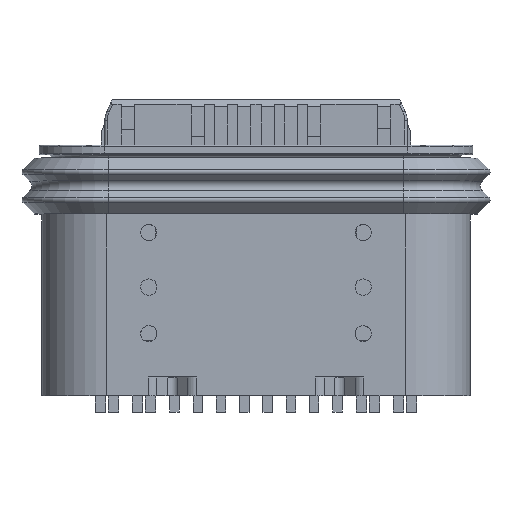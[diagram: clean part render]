
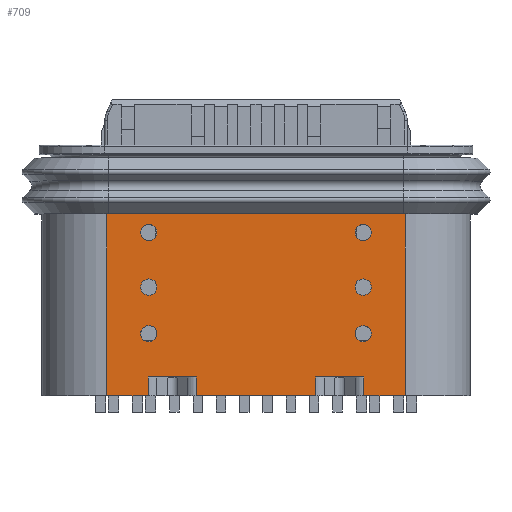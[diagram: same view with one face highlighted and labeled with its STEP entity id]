
A CAD part, top view. The second image highlights one B-rep face of the part: STEP entity #709.
In plain terms, the highlighted planar face has unit normal (0, 0, 1).
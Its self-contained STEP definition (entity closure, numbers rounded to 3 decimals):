
#220=FACE_BOUND('',#2716,.T.);
#221=FACE_BOUND('',#2717,.T.);
#222=FACE_BOUND('',#2718,.T.);
#223=FACE_BOUND('',#2719,.T.);
#224=FACE_BOUND('',#2720,.T.);
#225=FACE_BOUND('',#2721,.T.);
#226=FACE_BOUND('',#2722,.T.);
#280=PLANE('',#15951);
#709=ADVANCED_FACE('',(#220,#221,#222,#223,#224,#225,#226),#280,.T.);
#2716=EDGE_LOOP('',(#7504,#7505,#7506,#7507,#7508,#7509,#7510,#7511,#7512,
#7513,#7514,#7515));
#2717=EDGE_LOOP('',(#7516));
#2718=EDGE_LOOP('',(#7517));
#2719=EDGE_LOOP('',(#7518));
#2720=EDGE_LOOP('',(#7519));
#2721=EDGE_LOOP('',(#7520));
#2722=EDGE_LOOP('',(#7521));
#3784=LINE('',#22992,#5221);
#3785=LINE('',#22995,#5222);
#3786=LINE('',#22997,#5223);
#3787=LINE('',#22999,#5224);
#3788=LINE('',#23001,#5225);
#3789=LINE('',#23003,#5226);
#3790=LINE('',#23005,#5227);
#3791=LINE('',#23007,#5228);
#3792=LINE('',#23009,#5229);
#3793=LINE('',#23011,#5230);
#3794=LINE('',#23013,#5231);
#3795=LINE('',#23015,#5232);
#5221=VECTOR('',#17783,1.);
#5222=VECTOR('',#17784,1.);
#5223=VECTOR('',#17785,1.);
#5224=VECTOR('',#17786,1.);
#5225=VECTOR('',#17787,1.);
#5226=VECTOR('',#17788,1.);
#5227=VECTOR('',#17789,1.);
#5228=VECTOR('',#17790,1.);
#5229=VECTOR('',#17791,1.);
#5230=VECTOR('',#17792,1.);
#5231=VECTOR('',#17793,1.);
#5232=VECTOR('',#17794,1.);
#6485=CIRCLE('',#15945,0.175);
#6486=CIRCLE('',#15946,0.175);
#6487=CIRCLE('',#15947,0.175);
#6488=CIRCLE('',#15948,0.175);
#6489=CIRCLE('',#15949,0.175);
#6490=CIRCLE('',#15950,0.175);
#7504=ORIENTED_EDGE('',*,*,#13661,.F.);
#7505=ORIENTED_EDGE('',*,*,#13662,.F.);
#7506=ORIENTED_EDGE('',*,*,#13663,.T.);
#7507=ORIENTED_EDGE('',*,*,#13664,.F.);
#7508=ORIENTED_EDGE('',*,*,#13665,.F.);
#7509=ORIENTED_EDGE('',*,*,#13666,.F.);
#7510=ORIENTED_EDGE('',*,*,#13667,.F.);
#7511=ORIENTED_EDGE('',*,*,#13668,.F.);
#7512=ORIENTED_EDGE('',*,*,#13669,.T.);
#7513=ORIENTED_EDGE('',*,*,#13670,.F.);
#7514=ORIENTED_EDGE('',*,*,#13671,.T.);
#7515=ORIENTED_EDGE('',*,*,#13672,.F.);
#7516=ORIENTED_EDGE('',*,*,#13673,.T.);
#7517=ORIENTED_EDGE('',*,*,#13674,.T.);
#7518=ORIENTED_EDGE('',*,*,#13675,.T.);
#7519=ORIENTED_EDGE('',*,*,#13676,.F.);
#7520=ORIENTED_EDGE('',*,*,#13677,.F.);
#7521=ORIENTED_EDGE('',*,*,#13678,.F.);
#12172=VERTEX_POINT('',#22993);
#12173=VERTEX_POINT('',#22994);
#12174=VERTEX_POINT('',#22996);
#12175=VERTEX_POINT('',#22998);
#12176=VERTEX_POINT('',#23000);
#12177=VERTEX_POINT('',#23002);
#12178=VERTEX_POINT('',#23004);
#12179=VERTEX_POINT('',#23006);
#12180=VERTEX_POINT('',#23008);
#12181=VERTEX_POINT('',#23010);
#12182=VERTEX_POINT('',#23012);
#12183=VERTEX_POINT('',#23014);
#12184=VERTEX_POINT('',#23017);
#12185=VERTEX_POINT('',#23019);
#12186=VERTEX_POINT('',#23021);
#12187=VERTEX_POINT('',#23023);
#12188=VERTEX_POINT('',#23025);
#12189=VERTEX_POINT('',#23027);
#13661=EDGE_CURVE('',#12172,#12173,#3784,.T.);
#13662=EDGE_CURVE('',#12174,#12172,#3785,.T.);
#13663=EDGE_CURVE('',#12174,#12175,#3786,.T.);
#13664=EDGE_CURVE('',#12176,#12175,#3787,.T.);
#13665=EDGE_CURVE('',#12177,#12176,#3788,.T.);
#13666=EDGE_CURVE('',#12178,#12177,#3789,.T.);
#13667=EDGE_CURVE('',#12179,#12178,#3790,.T.);
#13668=EDGE_CURVE('',#12180,#12179,#3791,.T.);
#13669=EDGE_CURVE('',#12180,#12181,#3792,.T.);
#13670=EDGE_CURVE('',#12182,#12181,#3793,.T.);
#13671=EDGE_CURVE('',#12182,#12183,#3794,.T.);
#13672=EDGE_CURVE('',#12173,#12183,#3795,.T.);
#13673=EDGE_CURVE('',#12184,#12184,#6485,.T.);
#13674=EDGE_CURVE('',#12185,#12185,#6486,.T.);
#13675=EDGE_CURVE('',#12186,#12186,#6487,.T.);
#13676=EDGE_CURVE('',#12187,#12187,#6488,.T.);
#13677=EDGE_CURVE('',#12188,#12188,#6489,.T.);
#13678=EDGE_CURVE('',#12189,#12189,#6490,.T.);
#15945=AXIS2_PLACEMENT_3D('',#23016,#17795,#17796);
#15946=AXIS2_PLACEMENT_3D('',#23018,#17797,#17798);
#15947=AXIS2_PLACEMENT_3D('',#23020,#17799,#17800);
#15948=AXIS2_PLACEMENT_3D('',#23022,#17801,#17802);
#15949=AXIS2_PLACEMENT_3D('',#23024,#17803,#17804);
#15950=AXIS2_PLACEMENT_3D('',#23026,#17805,#17806);
#15951=AXIS2_PLACEMENT_3D('',#23028,#17807,#17808);
#17783=DIRECTION('',(0.,1.,0.));
#17784=DIRECTION('',(-1.,0.,0.));
#17785=DIRECTION('',(0.,1.,0.));
#17786=DIRECTION('',(-1.,0.,0.));
#17787=DIRECTION('',(0.,1.,0.));
#17788=DIRECTION('',(-1.,0.,0.));
#17789=DIRECTION('',(0.,-1.,0.));
#17790=DIRECTION('',(-1.,0.,0.));
#17791=DIRECTION('',(0.,-1.,0.));
#17792=DIRECTION('',(-1.,0.,0.));
#17793=DIRECTION('',(0.,1.,0.));
#17794=DIRECTION('',(1.,0.,0.));
#17795=DIRECTION('',(0.,0.,-1.));
#17796=DIRECTION('',(-1.,0.,0.));
#17797=DIRECTION('',(0.,0.,-1.));
#17798=DIRECTION('',(-1.,0.,0.));
#17799=DIRECTION('',(0.,0.,-1.));
#17800=DIRECTION('',(-1.,0.,0.));
#17801=DIRECTION('',(0.,0.,1.));
#17802=DIRECTION('',(1.,0.,0.));
#17803=DIRECTION('',(0.,0.,1.));
#17804=DIRECTION('',(1.,0.,0.));
#17805=DIRECTION('',(0.,0.,1.));
#17806=DIRECTION('',(1.,0.,0.));
#17807=DIRECTION('',(0.,0.,1.));
#17808=DIRECTION('',(-1.,0.,0.));
#22992=CARTESIAN_POINT('',(-95.367,-35.78,0.1));
#22993=CARTESIAN_POINT('',(-95.367,12.725,0.1));
#22994=CARTESIAN_POINT('',(-95.367,16.625,0.1));
#22995=CARTESIAN_POINT('',(-95.337,12.725,0.1));
#22996=CARTESIAN_POINT('',(-94.483,12.725,0.1));
#22997=CARTESIAN_POINT('',(-94.483,13.125,0.1));
#22998=CARTESIAN_POINT('',(-94.483,13.125,0.1));
#22999=CARTESIAN_POINT('',(-95.337,13.125,0.1));
#23000=CARTESIAN_POINT('',(-93.451,13.125,0.1));
#23001=CARTESIAN_POINT('',(-93.451,-35.78,0.1));
#23002=CARTESIAN_POINT('',(-93.451,12.725,0.1));
#23003=CARTESIAN_POINT('',(-95.337,12.725,0.1));
#23004=CARTESIAN_POINT('',(-90.883,12.725,0.1));
#23005=CARTESIAN_POINT('',(-90.883,-35.78,0.1));
#23006=CARTESIAN_POINT('',(-90.883,13.125,0.1));
#23007=CARTESIAN_POINT('',(-95.337,13.125,0.1));
#23008=CARTESIAN_POINT('',(-89.851,13.125,0.1));
#23009=CARTESIAN_POINT('',(-89.851,-35.78,0.1));
#23010=CARTESIAN_POINT('',(-89.851,12.725,0.1));
#23011=CARTESIAN_POINT('',(-95.337,12.725,0.1));
#23012=CARTESIAN_POINT('',(-88.967,12.725,0.1));
#23013=CARTESIAN_POINT('',(-88.967,-35.78,0.1));
#23014=CARTESIAN_POINT('',(-88.967,16.625,0.1));
#23015=CARTESIAN_POINT('',(-92.167,16.625,0.1));
#23016=CARTESIAN_POINT('',(-89.867,14.054,0.1));
#23017=CARTESIAN_POINT('',(-90.042,14.054,0.1));
#23018=CARTESIAN_POINT('',(-89.867,15.054,0.1));
#23019=CARTESIAN_POINT('',(-90.042,15.054,0.1));
#23020=CARTESIAN_POINT('',(-89.867,16.225,0.1));
#23021=CARTESIAN_POINT('',(-90.042,16.225,0.1));
#23022=CARTESIAN_POINT('',(-94.467,16.225,0.1));
#23023=CARTESIAN_POINT('',(-94.292,16.225,0.1));
#23024=CARTESIAN_POINT('',(-94.467,15.054,0.1));
#23025=CARTESIAN_POINT('',(-94.292,15.054,0.1));
#23026=CARTESIAN_POINT('',(-94.467,14.054,0.1));
#23027=CARTESIAN_POINT('',(-94.292,14.054,0.1));
#23028=CARTESIAN_POINT('',(-95.337,-35.78,0.1));
